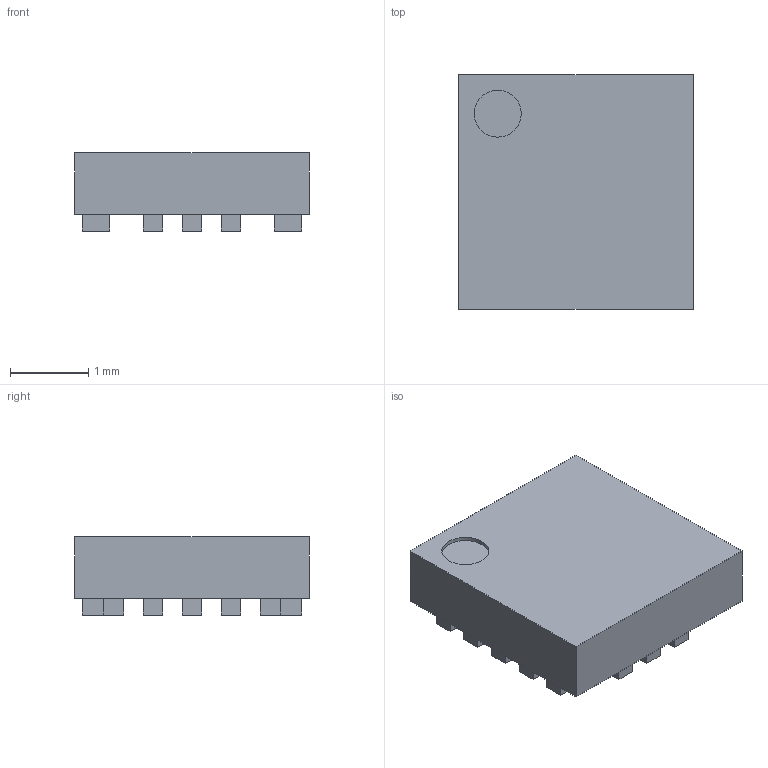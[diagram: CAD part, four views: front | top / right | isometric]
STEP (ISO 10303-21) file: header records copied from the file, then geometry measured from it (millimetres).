
FILE_DESCRIPTION(('STEP AP214'), '1');
FILE_NAME('LGA-16', '2014-11-10T11:48:07', (''), (''), 'ASCON STEP Converter 1.3', 'ASCON Math Kernel', '');
FILE_SCHEMA(('AUTOMOTIVE_DESIGN { 1 0 10303 214 3 1 1}'));
Length unit declared in the file: millimetre
Products named in the file (1): 3
Bounding box: 3 x 3 x 1 mm (x, y, z)
Volume: 7.4 mm3; surface area: 31.7 mm2
Topology: 1 solids, 1 shells, 90 faces, 210 edges, 140 vertices
Faces by surface type: plane 88, cylinder 2
Full cylindrical faces by diameter (mm): 0.075 x1, 0.6 x1
Entity records: 2616 total; most frequent: CARTESIAN_POINT 439, ORIENTED_EDGE 416, DIRECTION 394, EDGE_CURVE 208, LINE 204, VECTOR 204, VERTEX_POINT 140, EDGE_LOOP 110
